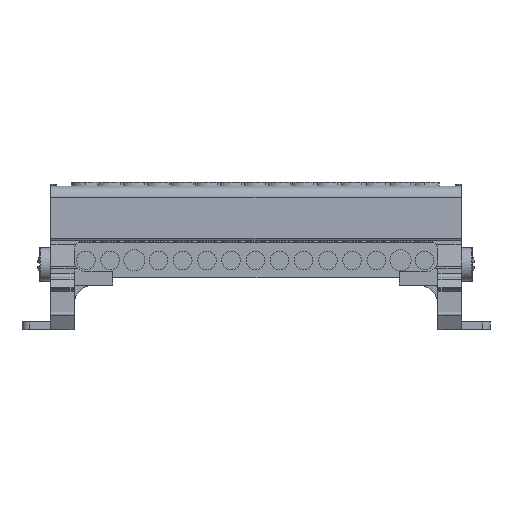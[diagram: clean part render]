
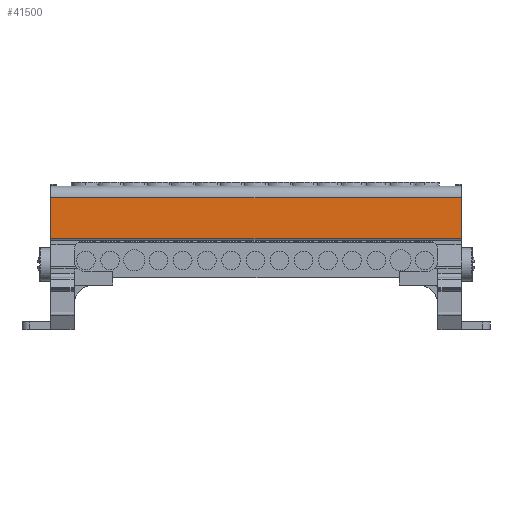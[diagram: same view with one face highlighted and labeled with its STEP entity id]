
A CAD part, top view. The second image highlights one B-rep face of the part: STEP entity #41500.
In plain terms, the highlighted planar face has unit normal (0, 0.018, 1).
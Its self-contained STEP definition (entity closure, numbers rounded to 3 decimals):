
#243 = VECTOR ( 'NONE', #21639, 1000. ) ;
#250 = VECTOR ( 'NONE', #21567, 1000. ) ;
#459 = VECTOR ( 'NONE', #13599, 1000. ) ;
#533 = VECTOR ( 'NONE', #13684, 1000. ) ;
#9319 = VERTEX_POINT ( 'NONE', #16114 ) ;
#9331 = VERTEX_POINT ( 'NONE', #16130 ) ;
#10944 = EDGE_LOOP ( 'NONE', ( #21452, #21482, #21478, #21450 ) ) ;
#11677 = AXIS2_PLACEMENT_3D ( 'NONE', #34960, #34972, #34974 ) ;
#13575 = CARTESIAN_POINT ( 'NONE',  ( -373.425, -101.833, 148.163 ) ) ;
#13594 = LINE ( 'NONE', #13575, #459 ) ;
#13599 = DIRECTION ( 'NONE',  ( 1., 0., 0. ) ) ;
#13643 = LINE ( 'NONE', #13647, #533 ) ;
#13647 = CARTESIAN_POINT ( 'NONE',  ( -373.425, -112.466, 148.349 ) ) ;
#13684 = DIRECTION ( 'NONE',  ( -1., 0., 0. ) ) ;
#16114 = CARTESIAN_POINT ( 'NONE',  ( -191.983, -112.466, 148.349 ) ) ;
#16130 = CARTESIAN_POINT ( 'NONE',  ( -191.983, -101.833, 148.163 ) ) ;
#19612 = VERTEX_POINT ( 'NONE', #23363 ) ;
#19613 = VERTEX_POINT ( 'NONE', #23359 ) ;
#21450 = ORIENTED_EDGE ( 'NONE', *, *, #24116, .F. ) ;
#21452 = ORIENTED_EDGE ( 'NONE', *, *, #24221, .F. ) ;
#21478 = ORIENTED_EDGE ( 'NONE', *, *, #24201, .F. ) ;
#21482 = ORIENTED_EDGE ( 'NONE', *, *, #24081, .T. ) ;
#21525 = LINE ( 'NONE', #21536, #250 ) ;
#21536 = CARTESIAN_POINT ( 'NONE',  ( -191.983, -121.15, 148.5 ) ) ;
#21567 = DIRECTION ( 'NONE',  ( 0., 1., -0.017 ) ) ;
#21639 = DIRECTION ( 'NONE',  ( 0., 1., -0.017 ) ) ;
#21643 = LINE ( 'NONE', #21662, #243 ) ;
#21662 = CARTESIAN_POINT ( 'NONE',  ( -297.975, -112.466, 148.349 ) ) ;
#23359 = CARTESIAN_POINT ( 'NONE',  ( -297.975, -112.466, 148.349 ) ) ;
#23363 = CARTESIAN_POINT ( 'NONE',  ( -297.975, -101.833, 148.163 ) ) ;
#24081 = EDGE_CURVE ( 'NONE', #9319, #9331, #21525, .T. ) ;
#24116 = EDGE_CURVE ( 'NONE', #19613, #19612, #21643, .T. ) ;
#24201 = EDGE_CURVE ( 'NONE', #19612, #9331, #13594, .T. ) ;
#24221 = EDGE_CURVE ( 'NONE', #9319, #19613, #13643, .T. ) ;
#34948 = FACE_OUTER_BOUND ( 'NONE', #10944, .T. ) ;
#34960 = CARTESIAN_POINT ( 'NONE',  ( -373.425, -112.466, 148.349 ) ) ;
#34972 = DIRECTION ( 'NONE',  ( 0., 0.017, 1. ) ) ;
#34974 = DIRECTION ( 'NONE',  ( 0., 1., -0.017 ) ) ;
#35002 = PLANE ( 'NONE',  #11677 ) ;
#41500 = ADVANCED_FACE ( 'NONE', ( #34948 ), #35002, .T. ) ;
